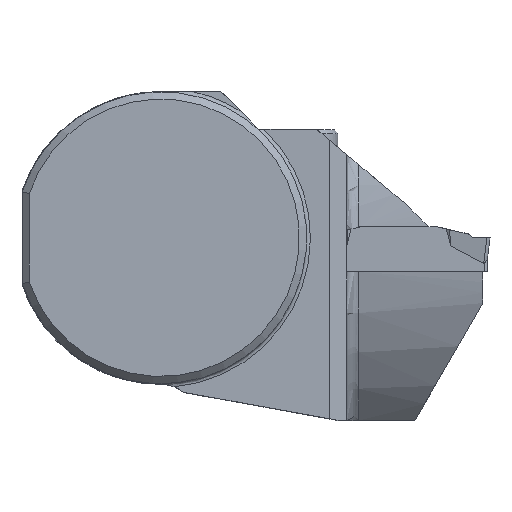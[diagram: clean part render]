
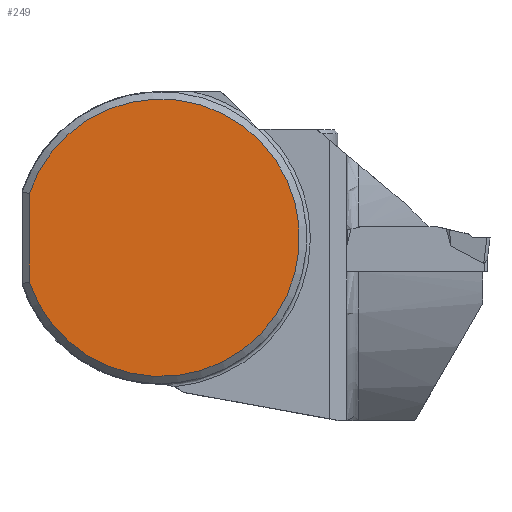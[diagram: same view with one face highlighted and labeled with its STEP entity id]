
A CAD part, top view. The second image highlights one B-rep face of the part: STEP entity #249.
In plain terms, the highlighted planar face has unit normal (0, 0, 1).
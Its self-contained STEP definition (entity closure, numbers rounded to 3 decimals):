
#137=FACE_OUTER_BOUND('',#383,.T.);
#217=CIRCLE('',#1686,19.);
#249=ADVANCED_FACE('',(#137),#324,.F.);
#324=PLANE('',#1687);
#383=EDGE_LOOP('',(#600,#601));
#600=ORIENTED_EDGE('',*,*,#1177,.F.);
#601=ORIENTED_EDGE('',*,*,#1178,.T.);
#1021=VERTEX_POINT('',#2422);
#1022=VERTEX_POINT('',#2423);
#1177=EDGE_CURVE('',#1021,#1022,#1358,.T.);
#1178=EDGE_CURVE('',#1021,#1022,#217,.T.);
#1358=LINE('',#2421,#1489);
#1489=VECTOR('',#1911,1.);
#1686=AXIS2_PLACEMENT_3D('',#2424,#1912,#1913);
#1687=AXIS2_PLACEMENT_3D('',#2425,#1914,#1915);
#1911=DIRECTION('',(0.,1.,0.));
#1912=DIRECTION('',(0.,0.,1.));
#1913=DIRECTION('',(1.,0.,0.));
#1914=DIRECTION('',(0.,0.,-1.));
#1915=DIRECTION('',(1.,0.,0.));
#2421=CARTESIAN_POINT('',(-18.,0.,0.325));
#2422=CARTESIAN_POINT('',(-18.,-6.083,0.325));
#2423=CARTESIAN_POINT('',(-18.,6.083,0.325));
#2424=CARTESIAN_POINT('',(0.,0.,0.325));
#2425=CARTESIAN_POINT('',(0.,0.,0.325));
